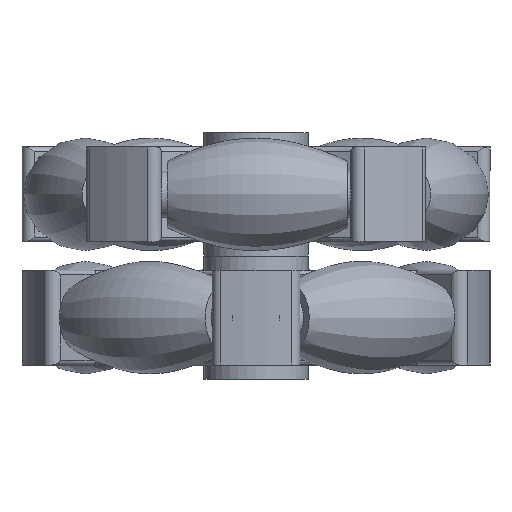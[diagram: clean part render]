
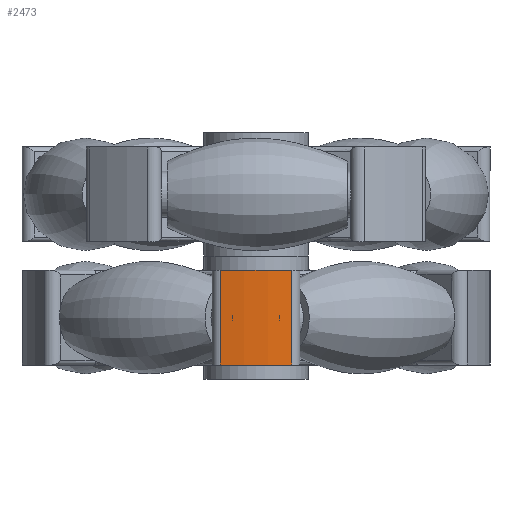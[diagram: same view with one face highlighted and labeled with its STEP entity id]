
A CAD part, front view. The second image highlights one B-rep face of the part: STEP entity #2473.
In plain terms, the highlighted cylindrical face has radius 50 mm (diameter 100 mm), a partial arc.
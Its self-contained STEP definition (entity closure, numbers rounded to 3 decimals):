
#372=FACE_OUTER_BOUND('',#553,.T.);
#553=EDGE_LOOP('',(#1948,#1949,#1950,#1951));
#714=LINE('',#5207,#836);
#721=LINE('',#5450,#843);
#836=VECTOR('',#3216,10.);
#843=VECTOR('',#3233,10.);
#949=CIRCLE('',#2667,50.);
#960=CIRCLE('',#2682,50.);
#1097=VERTEX_POINT('',#4546);
#1098=VERTEX_POINT('',#4548);
#1114=VERTEX_POINT('',#4612);
#1115=VERTEX_POINT('',#4614);
#1343=EDGE_CURVE('',#1097,#1098,#949,.T.);
#1362=EDGE_CURVE('',#1114,#1115,#960,.T.);
#1446=EDGE_CURVE('',#1098,#1114,#714,.T.);
#1460=EDGE_CURVE('',#1115,#1097,#721,.T.);
#1948=ORIENTED_EDGE('',*,*,#1446,.F.);
#1949=ORIENTED_EDGE('',*,*,#1343,.F.);
#1950=ORIENTED_EDGE('',*,*,#1460,.F.);
#1951=ORIENTED_EDGE('',*,*,#1362,.F.);
#2361=CYLINDRICAL_SURFACE('',#2729,50.);
#2473=ADVANCED_FACE('',(#372),#2361,.T.);
#2667=AXIS2_PLACEMENT_3D('',#4549,#3064,#3065);
#2682=AXIS2_PLACEMENT_3D('',#4615,#3100,#3101);
#2729=AXIS2_PLACEMENT_3D('',#5449,#3231,#3232);
#3064=DIRECTION('center_axis',(0.,0.,-1.));
#3065=DIRECTION('ref_axis',(1.,0.,0.));
#3100=DIRECTION('center_axis',(0.,0.,1.));
#3101=DIRECTION('ref_axis',(1.,0.,0.));
#3216=DIRECTION('',(0.,0.,1.));
#3231=DIRECTION('center_axis',(0.,0.,1.));
#3232=DIRECTION('ref_axis',(1.,0.,0.));
#3233=DIRECTION('',(0.,0.,-1.));
#4546=CARTESIAN_POINT('',(7.581,-49.422,0.));
#4548=CARTESIAN_POINT('',(-7.581,-49.422,0.));
#4549=CARTESIAN_POINT('Origin',(0.,0.,0.));
#4612=CARTESIAN_POINT('',(-7.581,-49.422,20.));
#4614=CARTESIAN_POINT('',(7.581,-49.422,20.));
#4615=CARTESIAN_POINT('Origin',(0.,0.,20.));
#5207=CARTESIAN_POINT('',(-7.581,-49.422,0.));
#5449=CARTESIAN_POINT('Origin',(0.,0.,0.));
#5450=CARTESIAN_POINT('',(7.581,-49.422,0.));
